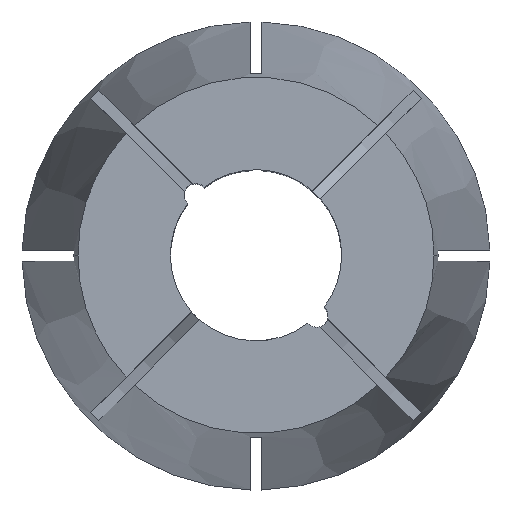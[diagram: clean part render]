
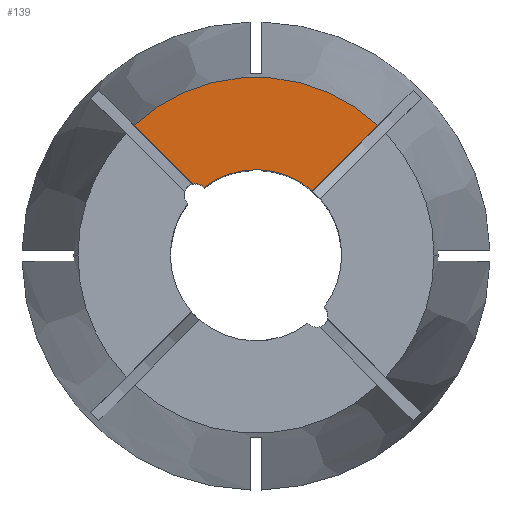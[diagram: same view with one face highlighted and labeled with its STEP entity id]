
A CAD part, top view. The second image highlights one B-rep face of the part: STEP entity #139.
In plain terms, the highlighted planar face has unit normal (0, 0, 1).
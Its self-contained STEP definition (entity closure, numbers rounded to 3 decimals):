
#5 = EDGE_CURVE ( 'NONE', #874, #592, #241, .T. ) ;
#83 = CIRCLE ( 'NONE', #1168, 1. ) ;
#130 = CARTESIAN_POINT ( 'NONE',  ( -5.562, 6.269, 0. ) ) ;
#139 = ADVANCED_FACE ( 'NONE', ( #1497 ), #325, .F. ) ;
#228 = VERTEX_POINT ( 'NONE', #890 ) ;
#241 = LINE ( 'NONE', #1570, #2028 ) ;
#263 = DIRECTION ( 'NONE',  ( 0., 0., 1. ) ) ;
#325 = PLANE ( 'NONE',  #1261 ) ;
#339 = DIRECTION ( 'NONE',  ( 0., 0., -1. ) ) ;
#361 = DIRECTION ( 'NONE',  ( -1., 0., 0. ) ) ;
#395 = VERTEX_POINT ( 'NONE', #1627 ) ;
#401 = ORIENTED_EDGE ( 'NONE', *, *, #1945, .F. ) ;
#446 = EDGE_CURVE ( 'NONE', #228, #874, #635, .T. ) ;
#502 = ORIENTED_EDGE ( 'NONE', *, *, #1176, .T. ) ;
#572 = AXIS2_PLACEMENT_3D ( 'NONE', #1758, #875, #1494 ) ;
#583 = DIRECTION ( 'NONE',  ( -1., 0., 0. ) ) ;
#592 = VERTEX_POINT ( 'NONE', #130 ) ;
#611 = ORIENTED_EDGE ( 'NONE', *, *, #5, .T. ) ;
#635 = CIRCLE ( 'NONE', #1187, 15.595 ) ;
#690 = CARTESIAN_POINT ( 'NONE',  ( 0., 0., 0. ) ) ;
#716 = CARTESIAN_POINT ( 'NONE',  ( 0., 0., 0. ) ) ;
#760 = DIRECTION ( 'NONE',  ( 0., 0., 1. ) ) ;
#857 = DIRECTION ( 'NONE',  ( 0.707, -0.707, 0. ) ) ;
#874 = VERTEX_POINT ( 'NONE', #1642 ) ;
#875 = DIRECTION ( 'NONE',  ( 0., 0., 1. ) ) ;
#890 = CARTESIAN_POINT ( 'NONE',  ( 10.668, 11.375, 0. ) ) ;
#932 = EDGE_LOOP ( 'NONE', ( #611, #1722, #401, #502, #1693 ) ) ;
#934 = CIRCLE ( 'NONE', #572, 7.5 ) ;
#964 = EDGE_CURVE ( 'NONE', #395, #592, #83, .T. ) ;
#975 = DIRECTION ( 'NONE',  ( 0.707, 0.707, 0. ) ) ;
#1168 = AXIS2_PLACEMENT_3D ( 'NONE', #1629, #760, #583 ) ;
#1176 = EDGE_CURVE ( 'NONE', #1237, #228, #1506, .T. ) ;
#1187 = AXIS2_PLACEMENT_3D ( 'NONE', #690, #263, #1924 ) ;
#1237 = VERTEX_POINT ( 'NONE', #1483 ) ;
#1261 = AXIS2_PLACEMENT_3D ( 'NONE', #716, #339, #361 ) ;
#1483 = CARTESIAN_POINT ( 'NONE',  ( 4.938, 5.645, 0. ) ) ;
#1494 = DIRECTION ( 'NONE',  ( 1., 0., 0. ) ) ;
#1497 = FACE_OUTER_BOUND ( 'NONE', #932, .T. ) ;
#1506 = LINE ( 'NONE', #1655, #1978 ) ;
#1570 = CARTESIAN_POINT ( 'NONE',  ( 0.354, 0.354, 0. ) ) ;
#1627 = CARTESIAN_POINT ( 'NONE',  ( -4.551, 5.962, 0. ) ) ;
#1629 = CARTESIAN_POINT ( 'NONE',  ( -5.303, 5.303, 0. ) ) ;
#1642 = CARTESIAN_POINT ( 'NONE',  ( -10.668, 11.375, 0. ) ) ;
#1655 = CARTESIAN_POINT ( 'NONE',  ( -0.354, 0.354, 0. ) ) ;
#1693 = ORIENTED_EDGE ( 'NONE', *, *, #446, .T. ) ;
#1722 = ORIENTED_EDGE ( 'NONE', *, *, #964, .F. ) ;
#1758 = CARTESIAN_POINT ( 'NONE',  ( 0., 0., 0. ) ) ;
#1924 = DIRECTION ( 'NONE',  ( 1., 0., 0. ) ) ;
#1945 = EDGE_CURVE ( 'NONE', #1237, #395, #934, .T. ) ;
#1978 = VECTOR ( 'NONE', #975, 1000. ) ;
#2028 = VECTOR ( 'NONE', #857, 1000. ) ;
